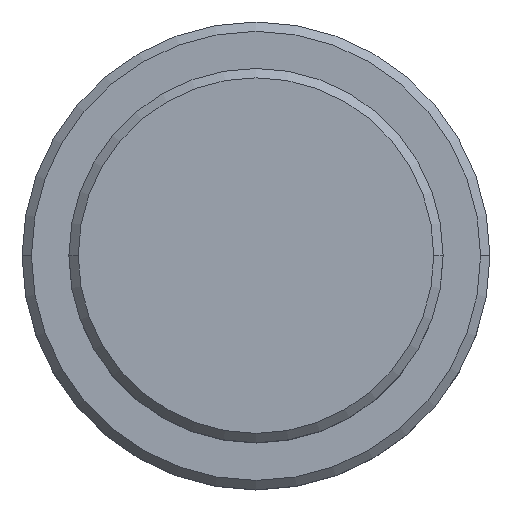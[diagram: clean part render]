
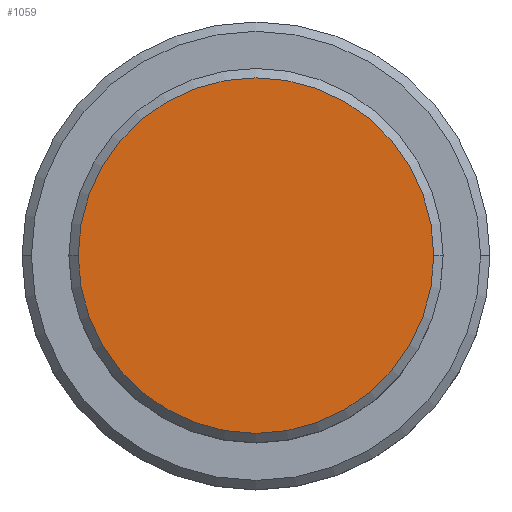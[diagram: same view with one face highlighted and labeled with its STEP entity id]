
A CAD part, top view. The second image highlights one B-rep face of the part: STEP entity #1059.
In plain terms, the highlighted planar face has unit normal (0, 0, 1).
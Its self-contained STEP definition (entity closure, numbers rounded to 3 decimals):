
#58 = VERTEX_POINT ( 'NONE', #473 ) ;
#83 = DIRECTION ( 'NONE',  ( 0., 0., 1. ) ) ;
#99 = CARTESIAN_POINT ( 'NONE',  ( -9.5, 0., 0. ) ) ;
#294 = DIRECTION ( 'NONE',  ( 1., 0., 0. ) ) ;
#317 = FACE_OUTER_BOUND ( 'NONE', #1080, .T. ) ;
#427 = EDGE_CURVE ( 'NONE', #1061, #58, #838, .T. ) ;
#473 = CARTESIAN_POINT ( 'NONE',  ( 9.5, 0., 0. ) ) ;
#482 = AXIS2_PLACEMENT_3D ( 'NONE', #1269, #759, #294 ) ;
#527 = DIRECTION ( 'NONE',  ( 1., 0., 0. ) ) ;
#584 = ORIENTED_EDGE ( 'NONE', *, *, #427, .T. ) ;
#650 = CARTESIAN_POINT ( 'NONE',  ( 0., 0., 0. ) ) ;
#656 = AXIS2_PLACEMENT_3D ( 'NONE', #1284, #942, #952 ) ;
#746 = CIRCLE ( 'NONE', #1300, 9.5 ) ;
#759 = DIRECTION ( 'NONE',  ( 0., 0., 1. ) ) ;
#838 = CIRCLE ( 'NONE', #482, 9.5 ) ;
#942 = DIRECTION ( 'NONE',  ( 0., 0., 1. ) ) ;
#952 = DIRECTION ( 'NONE',  ( 1., 0., 0. ) ) ;
#1059 = ADVANCED_FACE ( 'NONE', ( #317 ), #1397, .T. ) ;
#1061 = VERTEX_POINT ( 'NONE', #99 ) ;
#1080 = EDGE_LOOP ( 'NONE', ( #584, #1108 ) ) ;
#1103 = EDGE_CURVE ( 'NONE', #58, #1061, #746, .T. ) ;
#1108 = ORIENTED_EDGE ( 'NONE', *, *, #1103, .T. ) ;
#1269 = CARTESIAN_POINT ( 'NONE',  ( 0., 0., 0. ) ) ;
#1284 = CARTESIAN_POINT ( 'NONE',  ( 0., 0., 0. ) ) ;
#1300 = AXIS2_PLACEMENT_3D ( 'NONE', #650, #83, #527 ) ;
#1397 = PLANE ( 'NONE',  #656 ) ;
